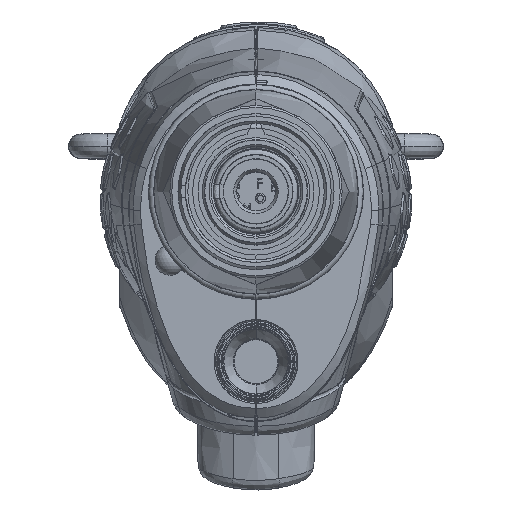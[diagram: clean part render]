
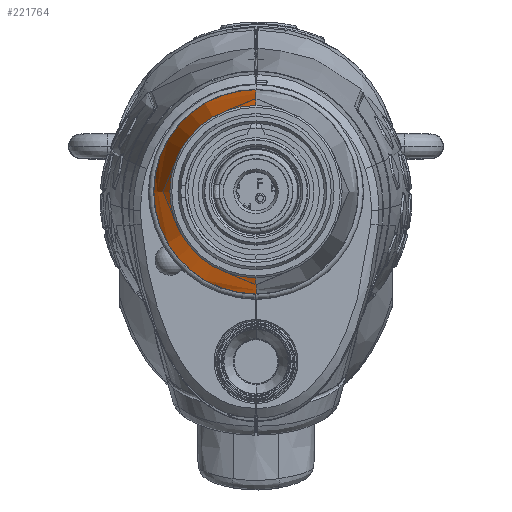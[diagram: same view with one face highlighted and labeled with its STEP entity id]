
A CAD part, top view. The second image highlights one B-rep face of the part: STEP entity #221764.
In plain terms, the highlighted free-form (B-spline) face has degree [3, 3] with [7, 4] control points.
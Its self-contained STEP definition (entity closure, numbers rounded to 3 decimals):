
#221254=CARTESIAN_POINT('',(0.,0.,12.239));
#221255=DIRECTION('',(0.,0.,1.));
#221256=DIRECTION('',(0.,1.,0.));
#221257=AXIS2_PLACEMENT_3D('',#221254,#221255,#221256);
#221259=CARTESIAN_POINT('',(0.,89.229,
-7.356));
#221260=DIRECTION('',(-1.,0.,0.));
#221261=DIRECTION('',(0.,-0.997,0.077));
#221262=AXIS2_PLACEMENT_3D('',#221259,#221260,#221261);
#221264=CARTESIAN_POINT('',(0.,0.,0.331));
#221265=DIRECTION('',(0.,0.,1.));
#221266=DIRECTION('',(0.,1.,0.));
#221267=AXIS2_PLACEMENT_3D('',#221264,#221265,#221266);
#221269=CARTESIAN_POINT('',(0.,-89.229,
-7.356));
#221270=DIRECTION('',(1.,0.,0.));
#221271=DIRECTION('',(0.,0.997,0.077));
#221272=AXIS2_PLACEMENT_3D('',#221269,#221270,#221271);
#221665=CARTESIAN_POINT('',(0.,10.475,0.331));
#221667=VERTEX_POINT('',#221665);
#221669=CARTESIAN_POINT('',(0.,-10.475,0.331));
#221671=VERTEX_POINT('',#221669);
#221676=CARTESIAN_POINT('',(0.,-8.832,
12.239));
#221677=CARTESIAN_POINT('',(0.,8.832,
12.239));
#221678=VERTEX_POINT('',#221676);
#221679=VERTEX_POINT('',#221677);
#221726=CARTESIAN_POINT('',(0.552,-8.768,
12.475));
#221727=CARTESIAN_POINT('',(0.604,-9.593,
8.386));
#221728=CARTESIAN_POINT('',(0.639,-10.162,
4.252));
#221729=CARTESIAN_POINT('',(0.659,-10.472,
0.092));
#221730=CARTESIAN_POINT('',(-4.844,-9.107,
12.475));
#221731=CARTESIAN_POINT('',(-5.3,-9.965,
8.386));
#221732=CARTESIAN_POINT('',(-5.615,-10.556,
4.252));
#221733=CARTESIAN_POINT('',(-5.786,-10.878,
0.092));
#221734=CARTESIAN_POINT('',(-8.785,-5.406,
12.475));
#221735=CARTESIAN_POINT('',(-9.612,-5.915,
8.386));
#221736=CARTESIAN_POINT('',(-10.182,-6.266,
4.252));
#221737=CARTESIAN_POINT('',(-10.493,-6.458,
0.092));
#221738=CARTESIAN_POINT('',(-8.785,0.,12.475));
#221739=CARTESIAN_POINT('',(-9.612,0.,8.386));
#221740=CARTESIAN_POINT('',(-10.182,0.,4.252));
#221741=CARTESIAN_POINT('',(-10.493,0.,0.092));
#221742=CARTESIAN_POINT('',(-8.785,5.406,
12.475));
#221743=CARTESIAN_POINT('',(-9.612,5.915,
8.386));
#221744=CARTESIAN_POINT('',(-10.182,6.266,
4.252));
#221745=CARTESIAN_POINT('',(-10.493,6.458,
0.092));
#221746=CARTESIAN_POINT('',(-4.844,9.107,
12.475));
#221747=CARTESIAN_POINT('',(-5.3,9.965,
8.386));
#221748=CARTESIAN_POINT('',(-5.615,10.556,
4.252));
#221749=CARTESIAN_POINT('',(-5.786,10.878,
0.092));
#221750=CARTESIAN_POINT('',(0.552,8.768,
12.475));
#221751=CARTESIAN_POINT('',(0.604,9.593,
8.386));
#221752=CARTESIAN_POINT('',(0.639,10.162,
4.252));
#221753=CARTESIAN_POINT('',(0.659,10.472,
0.092));
#221754=(BOUNDED_SURFACE()B_SPLINE_SURFACE(3,3,((#221726,#221727,#221728,
#221729),(#221730,#221731,#221732,#221733),(#221734,#221735,#221736,#221737),(
#221738,#221739,#221740,#221741),(#221742,#221743,#221744,#221745),(#221746,
#221747,#221748,#221749),(#221750,#221751,#221752,#221753)),.UNSPECIFIED.,.F.,
.F.,.F.)B_SPLINE_SURFACE_WITH_KNOTS((4,3,4),(4,4),(0.,1.,2.),(0.,1.),
.UNSPECIFIED.)GEOMETRIC_REPRESENTATION_ITEM()RATIONAL_B_SPLINE_SURFACE(((
1.188,1.187,1.187,1.188),(
0.938,0.937,0.937,0.938),(
0.938,0.937,0.937,0.938),(
1.188,1.187,1.187,1.188),(
0.938,0.937,0.937,0.938),(
0.938,0.937,0.937,0.938),(
1.188,1.187,1.187,1.188)))REPRESENTATION_ITEM('')SURFACE());
#221756=ORIENTED_EDGE('',*,*,#221755,.T.);
#221758=ORIENTED_EDGE('',*,*,#221757,.F.);
#221759=ORIENTED_EDGE('',*,*,#221719,.F.);
#221761=ORIENTED_EDGE('',*,*,#221760,.T.);
#221762=EDGE_LOOP('',(#221756,#221758,#221759,#221761));
#221763=FACE_OUTER_BOUND('',#221762,.F.);
#221764=ADVANCED_FACE('',(#221763),#221754,.T.);
#221258=CIRCLE('',#221257,8.832);
#221263=CIRCLE('',#221262,100.);
#221268=CIRCLE('',#221267,10.475);
#221273=CIRCLE('',#221272,100.);
#221719=EDGE_CURVE('',#221667,#221671,#221268,.T.);
#221755=EDGE_CURVE('',#221679,#221678,#221258,.T.);
#221757=EDGE_CURVE('',#221671,#221678,#221263,.T.);
#221760=EDGE_CURVE('',#221667,#221679,#221273,.T.);
